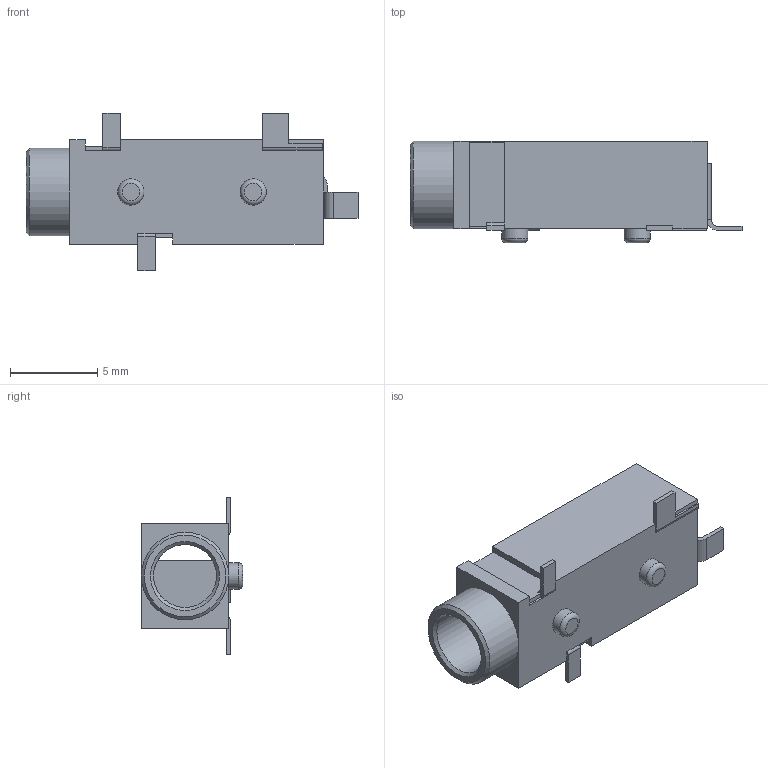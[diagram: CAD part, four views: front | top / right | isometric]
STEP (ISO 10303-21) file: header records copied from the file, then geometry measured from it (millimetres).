
FILE_DESCRIPTION(/* description */ ('STEP AP214'),/* implementation_level */ '2;1');
FILE_NAME(/* name */ '6004d456590bef12032e43e6',/* time_stamp */ '2021-01-18T00:20:38+00:00',/* author */ (''),/* organization */ (''),/* preprocessor_version */ 'ST-DEVELOPER v18.1',/* originating_system */ ' ',/* authorisation */ ' ');
FILE_SCHEMA (('AUTOMOTIVE_DESIGN {1 0 10303 214 3 1 1}'));
Length unit declared in the file: metre
Products named in the file (1): CUI_DEVICES_SJ-3524-SMT-TR
Bounding box: 19 x 5.8 x 9 mm (x, y, z)
Volume: 310.2 mm3; surface area: 643.6 mm2
Topology: 1 solids, 1 shells, 73 faces, 197 edges, 128 vertices
Faces by surface type: plane 57, cylinder 12, torus 2, cone 2
Full cylindrical faces by diameter (mm): 1.5 x2, 3.6 x1, 5 x1
Entity records: 2440 total; most frequent: CARTESIAN_POINT 379, ORIENTED_EDGE 366, DIRECTION 361, EDGE_CURVE 183, LINE 153, VECTOR 153, VERTEX_POINT 122, AXIS2_PLACEMENT_3D 104
